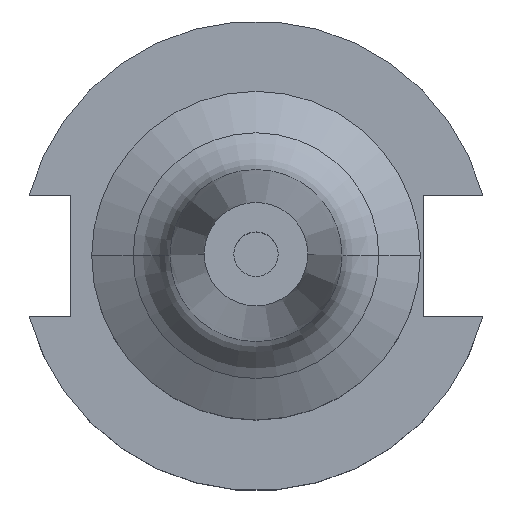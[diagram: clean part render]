
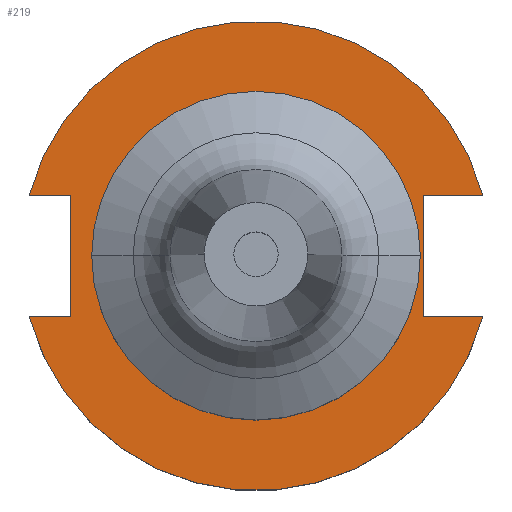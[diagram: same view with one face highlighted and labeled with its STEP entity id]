
A CAD part, top view. The second image highlights one B-rep face of the part: STEP entity #219.
In plain terms, the highlighted planar face has unit normal (0, 0, 1).
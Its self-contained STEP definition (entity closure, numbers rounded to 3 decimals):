
#13 = VERTEX_POINT ( 'NONE', #573 ) ;
#46 = EDGE_CURVE ( 'NONE', #1496, #199, #691, .T. ) ;
#55 = CARTESIAN_POINT ( 'NONE',  ( 0., -8.191, 19.05 ) ) ;
#58 = DIRECTION ( 'NONE',  ( 1., 0., 0. ) ) ;
#64 = CARTESIAN_POINT ( 'NONE',  ( -61.091, 8.191, 19.05 ) ) ;
#138 = VECTOR ( 'NONE', #1229, 1000. ) ;
#186 = ORIENTED_EDGE ( 'NONE', *, *, #355, .F. ) ;
#197 = EDGE_LOOP ( 'NONE', ( #889, #791, #1441, #498, #269, #186, #1151, #972 ) ) ;
#199 = VERTEX_POINT ( 'NONE', #417 ) ;
#219 = ADVANCED_FACE ( 'NONE', ( #1572, #912 ), #1330, .F. ) ;
#246 = CIRCLE ( 'NONE', #1082, 31.75 ) ;
#269 = ORIENTED_EDGE ( 'NONE', *, *, #336, .T. ) ;
#273 = EDGE_CURVE ( 'NONE', #642, #653, #847, .T. ) ;
#276 = EDGE_CURVE ( 'NONE', #1295, #874, #1153, .T. ) ;
#292 = DIRECTION ( 'NONE',  ( 1., 0., 0. ) ) ;
#297 = LINE ( 'NONE', #465, #1316 ) ;
#305 = DIRECTION ( 'NONE',  ( -1., 0., 0. ) ) ;
#310 = EDGE_CURVE ( 'NONE', #1496, #874, #483, .T. ) ;
#333 = EDGE_CURVE ( 'NONE', #13, #199, #702, .T. ) ;
#336 = EDGE_CURVE ( 'NONE', #13, #1228, #357, .T. ) ;
#352 = DIRECTION ( 'NONE',  ( 0., 0., 1. ) ) ;
#355 = EDGE_CURVE ( 'NONE', #858, #1228, #297, .T. ) ;
#357 = LINE ( 'NONE', #606, #991 ) ;
#363 = EDGE_CURVE ( 'NONE', #858, #795, #246, .T. ) ;
#367 = EDGE_CURVE ( 'NONE', #795, #1295, #1276, .T. ) ;
#405 = CARTESIAN_POINT ( 'NONE',  ( 0., 0., 19.05 ) ) ;
#417 = CARTESIAN_POINT ( 'NONE',  ( 30.675, -8.191, 19.05 ) ) ;
#465 = CARTESIAN_POINT ( 'NONE',  ( 0., 8.191, 19.05 ) ) ;
#468 = CARTESIAN_POINT ( 'NONE',  ( -22.225, 0., 19.05 ) ) ;
#481 = DIRECTION ( 'NONE',  ( 0., 0., 1. ) ) ;
#483 = LINE ( 'NONE', #1580, #138 ) ;
#489 = CIRCLE ( 'NONE', #1380, 22.225 ) ;
#496 = AXIS2_PLACEMENT_3D ( 'NONE', #586, #1198, #305 ) ;
#498 = ORIENTED_EDGE ( 'NONE', *, *, #333, .F. ) ;
#506 = DIRECTION ( 'NONE',  ( 1., 0., 0. ) ) ;
#532 = CARTESIAN_POINT ( 'NONE',  ( 22.606, 8.191, 19.05 ) ) ;
#573 = CARTESIAN_POINT ( 'NONE',  ( 22.606, -8.191, 19.05 ) ) ;
#583 = DIRECTION ( 'NONE',  ( 1., 0., 0. ) ) ;
#586 = CARTESIAN_POINT ( 'NONE',  ( 0., 22.225, 19.05 ) ) ;
#606 = CARTESIAN_POINT ( 'NONE',  ( 22.606, 22.225, 19.05 ) ) ;
#642 = VERTEX_POINT ( 'NONE', #468 ) ;
#650 = CARTESIAN_POINT ( 'NONE',  ( 0., 0., 19.05 ) ) ;
#652 = AXIS2_PLACEMENT_3D ( 'NONE', #405, #352, #292 ) ;
#653 = VERTEX_POINT ( 'NONE', #976 ) ;
#676 = AXIS2_PLACEMENT_3D ( 'NONE', #1233, #481, #1099 ) ;
#691 = CIRCLE ( 'NONE', #652, 31.75 ) ;
#702 = LINE ( 'NONE', #55, #1630 ) ;
#711 = CARTESIAN_POINT ( 'NONE',  ( -25.091, -8.191, 19.05 ) ) ;
#765 = EDGE_CURVE ( 'NONE', #653, #642, #489, .T. ) ;
#791 = ORIENTED_EDGE ( 'NONE', *, *, #310, .F. ) ;
#795 = VERTEX_POINT ( 'NONE', #1013 ) ;
#796 = VECTOR ( 'NONE', #985, 1000. ) ;
#825 = CARTESIAN_POINT ( 'NONE',  ( 0., 0., 19.05 ) ) ;
#847 = CIRCLE ( 'NONE', #676, 22.225 ) ;
#858 = VERTEX_POINT ( 'NONE', #1313 ) ;
#874 = VERTEX_POINT ( 'NONE', #711 ) ;
#889 = ORIENTED_EDGE ( 'NONE', *, *, #276, .T. ) ;
#893 = ORIENTED_EDGE ( 'NONE', *, *, #273, .F. ) ;
#912 = FACE_OUTER_BOUND ( 'NONE', #197, .T. ) ;
#941 = DIRECTION ( 'NONE',  ( 1., 0., 0. ) ) ;
#972 = ORIENTED_EDGE ( 'NONE', *, *, #367, .T. ) ;
#976 = CARTESIAN_POINT ( 'NONE',  ( 22.225, 0., 19.05 ) ) ;
#981 = DIRECTION ( 'NONE',  ( -1., 0., 0. ) ) ;
#985 = DIRECTION ( 'NONE',  ( 0., -1., 0. ) ) ;
#991 = VECTOR ( 'NONE', #1362, 1000. ) ;
#1013 = CARTESIAN_POINT ( 'NONE',  ( -30.675, 8.191, 19.05 ) ) ;
#1082 = AXIS2_PLACEMENT_3D ( 'NONE', #825, #1331, #941 ) ;
#1099 = DIRECTION ( 'NONE',  ( 1., 0., 0. ) ) ;
#1151 = ORIENTED_EDGE ( 'NONE', *, *, #363, .T. ) ;
#1153 = LINE ( 'NONE', #1206, #796 ) ;
#1159 = ORIENTED_EDGE ( 'NONE', *, *, #765, .F. ) ;
#1198 = DIRECTION ( 'NONE',  ( 0., 0., -1. ) ) ;
#1206 = CARTESIAN_POINT ( 'NONE',  ( -25.091, 8.191, 19.05 ) ) ;
#1228 = VERTEX_POINT ( 'NONE', #532 ) ;
#1229 = DIRECTION ( 'NONE',  ( 1., 0., 0. ) ) ;
#1233 = CARTESIAN_POINT ( 'NONE',  ( 0., 0., 19.05 ) ) ;
#1246 = VECTOR ( 'NONE', #583, 1000. ) ;
#1276 = LINE ( 'NONE', #64, #1246 ) ;
#1295 = VERTEX_POINT ( 'NONE', #1644 ) ;
#1302 = CARTESIAN_POINT ( 'NONE',  ( -30.675, -8.191, 19.05 ) ) ;
#1313 = CARTESIAN_POINT ( 'NONE',  ( 30.675, 8.191, 19.05 ) ) ;
#1316 = VECTOR ( 'NONE', #981, 1000. ) ;
#1330 = PLANE ( 'NONE',  #496 ) ;
#1331 = DIRECTION ( 'NONE',  ( 0., 0., 1. ) ) ;
#1362 = DIRECTION ( 'NONE',  ( 0., 1., 0. ) ) ;
#1380 = AXIS2_PLACEMENT_3D ( 'NONE', #650, #1384, #506 ) ;
#1383 = EDGE_LOOP ( 'NONE', ( #1159, #893 ) ) ;
#1384 = DIRECTION ( 'NONE',  ( 0., 0., 1. ) ) ;
#1441 = ORIENTED_EDGE ( 'NONE', *, *, #46, .T. ) ;
#1496 = VERTEX_POINT ( 'NONE', #1302 ) ;
#1572 = FACE_BOUND ( 'NONE', #1383, .T. ) ;
#1580 = CARTESIAN_POINT ( 'NONE',  ( -61.091, -8.191, 19.05 ) ) ;
#1630 = VECTOR ( 'NONE', #58, 1000. ) ;
#1644 = CARTESIAN_POINT ( 'NONE',  ( -25.091, 8.191, 19.05 ) ) ;
